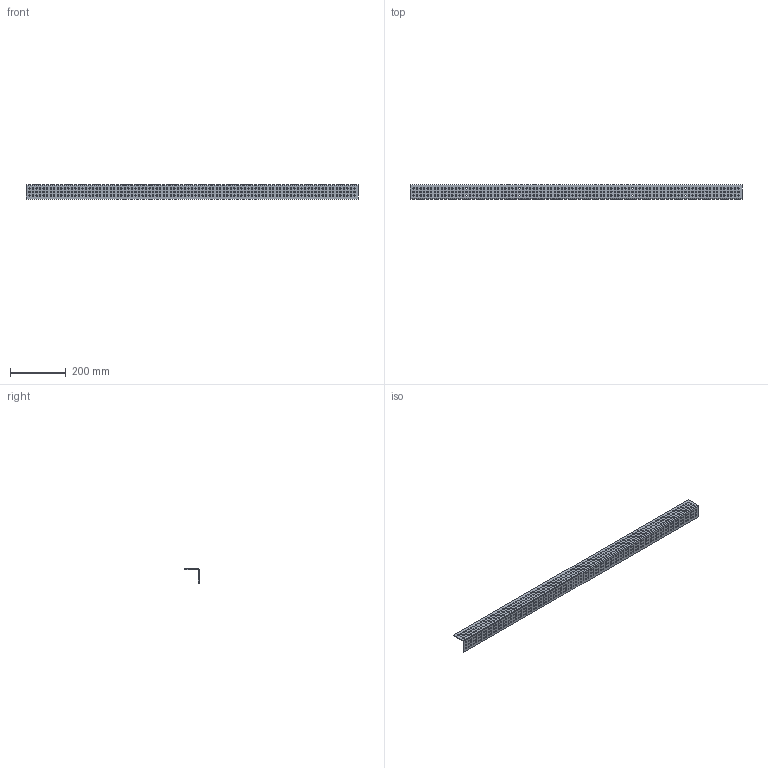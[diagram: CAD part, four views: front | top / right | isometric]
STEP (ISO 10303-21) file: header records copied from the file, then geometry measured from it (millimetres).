
FILE_DESCRIPTION (( 'STEP AP214' ), '1' );
FILE_NAME ('WCP-0930 Rev2.step', '2023-12-22T22:24:10', ( '' ), ( '' ), 'SwSTEP 2.0', 'SolidWorks 2022', '' );
FILE_SCHEMA (( 'AUTOMOTIVE_DESIGN' ));
Length unit declared in the file: inch
Products named in the file (1): WCP-0930 Rev2
Bounding box: 1193.8 x 50.8 x 50.8 mm (x, y, z)
Volume: 243969 mm3; surface area: 239304.9 mm2
Topology: 1 solids, 1 shells, 1130 faces, 3376 edges, 2248 vertices
Faces by surface type: cylinder 1118, plane 12
Entity records: 41684 total; most frequent: DIRECTION 7874, CARTESIAN_POINT 6755, ORIENTED_EDGE 6752, EDGE_CURVE 3376, AXIS2_PLACEMENT_3D 3367, VERTEX_POINT 2248, EDGE_LOOP 2246, CIRCLE 2236
